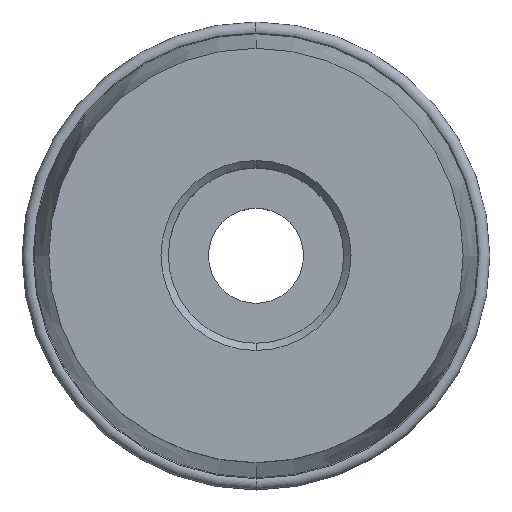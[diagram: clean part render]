
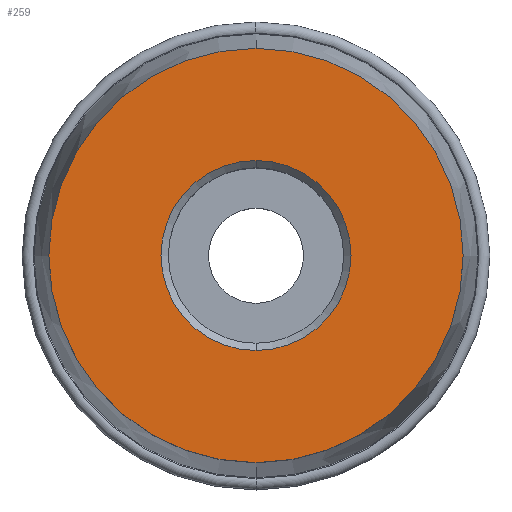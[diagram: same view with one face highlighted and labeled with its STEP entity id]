
A CAD part, top view. The second image highlights one B-rep face of the part: STEP entity #259.
In plain terms, the highlighted planar face has unit normal (0, 0, 1).
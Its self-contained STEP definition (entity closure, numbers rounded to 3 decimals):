
#217=VERTEX_POINT('',#569);
#259=ADVANCED_FACE('',(#619,#620),#621,.T.);
#277=VERTEX_POINT('',#641);
#279=EDGE_CURVE('',#217,#337,#643,.T.);
#337=VERTEX_POINT('',#706);
#399=EDGE_CURVE('',#277,#495,#776,.T.);
#459=EDGE_CURVE('',#337,#217,#839,.T.);
#495=VERTEX_POINT('',#880);
#505=EDGE_CURVE('',#495,#277,#891,.T.);
#569=CARTESIAN_POINT('',(0.,-10.319,0.0));
#619=FACE_BOUND('',#1015,.T.);
#620=FACE_OUTER_BOUND('',#1016,.T.);
#621=PLANE('',#1017);
#641=CARTESIAN_POINT('',(0.0,22.5,0.0));
#643=CIRCLE('',#1042,10.319);
#706=CARTESIAN_POINT('',(0.0,10.319,0.0));
#776=CIRCLE('',#1219,22.5);
#839=CIRCLE('',#1300,10.319);
#880=CARTESIAN_POINT('',(0.,-22.5,0.0));
#891=CIRCLE('',#1368,22.5);
#1015=EDGE_LOOP('',(#1500,#1501));
#1016=EDGE_LOOP('',(#1502,#1503));
#1017=AXIS2_PLACEMENT_3D('',#1504,#1505,#1506);
#1042=AXIS2_PLACEMENT_3D('',#1525,#1526,#1527);
#1219=AXIS2_PLACEMENT_3D('',#1721,#1722,#1723);
#1300=AXIS2_PLACEMENT_3D('',#1782,#1783,#1784);
#1368=AXIS2_PLACEMENT_3D('',#1854,#1855,#1856);
#1500=ORIENTED_EDGE('',*,*,#459,.T.);
#1501=ORIENTED_EDGE('',*,*,#279,.T.);
#1502=ORIENTED_EDGE('',*,*,#399,.F.);
#1503=ORIENTED_EDGE('',*,*,#505,.F.);
#1504=CARTESIAN_POINT('',(0.0,11.25,0.0));
#1505=DIRECTION('',(-0.0,0.0,1.0));
#1506=DIRECTION('',(0.0,-1.0,0.0));
#1525=CARTESIAN_POINT('',(0.0,0.0,0.0));
#1526=DIRECTION('',(-0.0,0.0,-1.0));
#1527=DIRECTION('',(0.0,1.0,0.0));
#1721=CARTESIAN_POINT('',(0.0,0.0,0.0));
#1722=DIRECTION('',(0.0,0.0,-1.0));
#1723=DIRECTION('',(0.0,1.0,0.0));
#1782=CARTESIAN_POINT('',(0.0,0.0,0.0));
#1783=DIRECTION('',(-0.0,0.0,-1.0));
#1784=DIRECTION('',(0.0,1.0,0.0));
#1854=CARTESIAN_POINT('',(0.0,0.0,0.0));
#1855=DIRECTION('',(0.0,0.0,-1.0));
#1856=DIRECTION('',(0.0,1.0,0.0));
